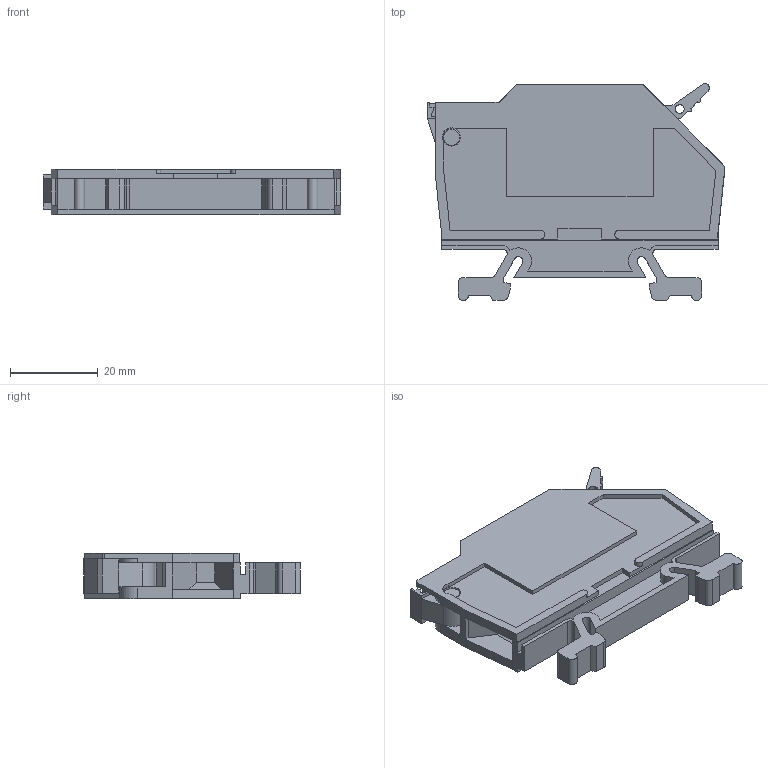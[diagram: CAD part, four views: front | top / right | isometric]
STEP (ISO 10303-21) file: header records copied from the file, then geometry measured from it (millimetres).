
FILE_DESCRIPTION (( 'STEP AP214' ), '1' );
FILE_NAME ('43464H_DN-F10L24.STEP', '2014-05-22T08:21:44', ( '' ), ( '' ), 'SwSTEP 2.0', 'SolidWorks 2013', '' );
FILE_SCHEMA (( 'AUTOMOTIVE_DESIGN' ));
Length unit declared in the file: millimetre
Products named in the file (2): 20612H; 43464H_DN-F10L24
Assembly tree (1 placements, depth 2):
  43464H_DN-F10L24
    20612H
Bounding box: 67.8 x 49.47 x 10.4 mm (x, y, z)
Volume: 14909.3 mm3; surface area: 14147.8 mm2
Topology: 1 solids, 5 shells, 478 faces, 1321 edges, 864 vertices
Faces by surface type: plane 316, cylinder 86, cone 47, torus 20, sphere 8, bspline 1
Entity records: 18146 total; most frequent: CARTESIAN_POINT 2843, ORIENTED_EDGE 2642, DIRECTION 2564, EDGE_CURVE 1321, LINE 990, VECTOR 990, VERTEX_POINT 864, AXIS2_PLACEMENT_3D 787
